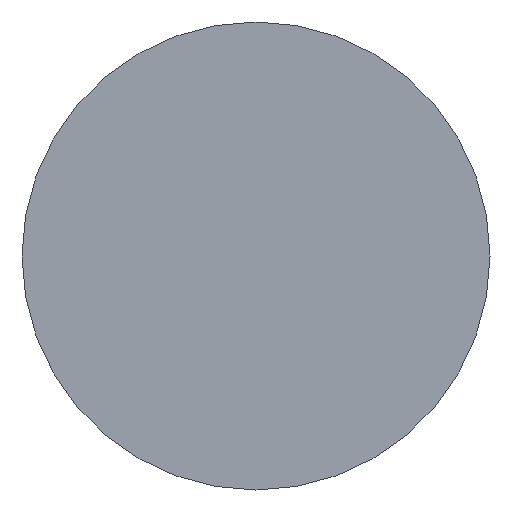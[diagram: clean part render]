
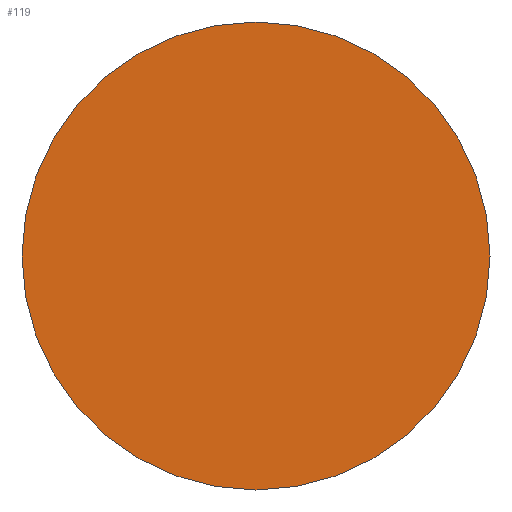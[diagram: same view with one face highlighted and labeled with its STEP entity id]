
A CAD part, left-side view. The second image highlights one B-rep face of the part: STEP entity #119.
In plain terms, the highlighted planar face has unit normal (-1, 0, 0).
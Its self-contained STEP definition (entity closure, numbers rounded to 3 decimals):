
#2 = PLANE ( 'NONE',  #87 ) ;
#6 = CARTESIAN_POINT ( 'NONE',  ( -3., 0., -25.4 ) ) ;
#17 = EDGE_LOOP ( 'NONE', ( #151, #74 ) ) ;
#30 = FACE_OUTER_BOUND ( 'NONE', #17, .T. ) ;
#42 = CARTESIAN_POINT ( 'NONE',  ( -3., 0., 0. ) ) ;
#48 = CIRCLE ( 'NONE', #164, 25.4 ) ;
#49 = VERTEX_POINT ( 'NONE', #165 ) ;
#51 = DIRECTION ( 'NONE',  ( 1., 0., 0. ) ) ;
#65 = VERTEX_POINT ( 'NONE', #6 ) ;
#74 = ORIENTED_EDGE ( 'NONE', *, *, #173, .T. ) ;
#81 = CARTESIAN_POINT ( 'NONE',  ( -3., 25.4, 0. ) ) ;
#87 = AXIS2_PLACEMENT_3D ( 'NONE', #81, #51, #110 ) ;
#92 = AXIS2_PLACEMENT_3D ( 'NONE', #42, #167, #127 ) ;
#110 = DIRECTION ( 'NONE',  ( 0., 0., -1. ) ) ;
#114 = DIRECTION ( 'NONE',  ( -1., 0., 0. ) ) ;
#119 = ADVANCED_FACE ( 'NONE', ( #30 ), #2, .F. ) ;
#127 = DIRECTION ( 'NONE',  ( 0., 0., 1. ) ) ;
#132 = CIRCLE ( 'NONE', #92, 25.4 ) ;
#133 = EDGE_CURVE ( 'NONE', #49, #65, #48, .T. ) ;
#138 = CARTESIAN_POINT ( 'NONE',  ( -3., 0., 0. ) ) ;
#151 = ORIENTED_EDGE ( 'NONE', *, *, #133, .T. ) ;
#154 = DIRECTION ( 'NONE',  ( 0., 0., 1. ) ) ;
#164 = AXIS2_PLACEMENT_3D ( 'NONE', #138, #114, #154 ) ;
#165 = CARTESIAN_POINT ( 'NONE',  ( -3., 0., 25.4 ) ) ;
#167 = DIRECTION ( 'NONE',  ( -1., 0., 0. ) ) ;
#173 = EDGE_CURVE ( 'NONE', #65, #49, #132, .T. ) ;
